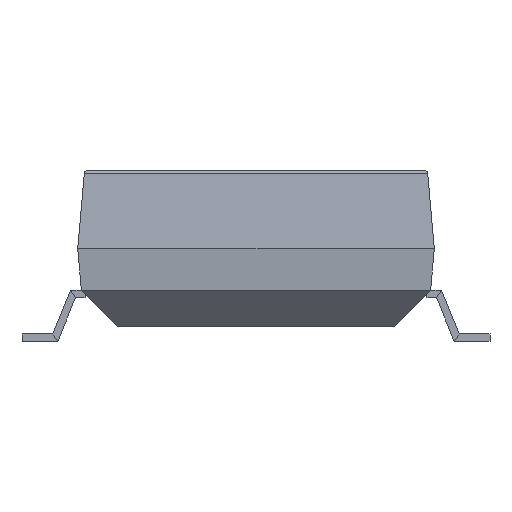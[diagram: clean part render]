
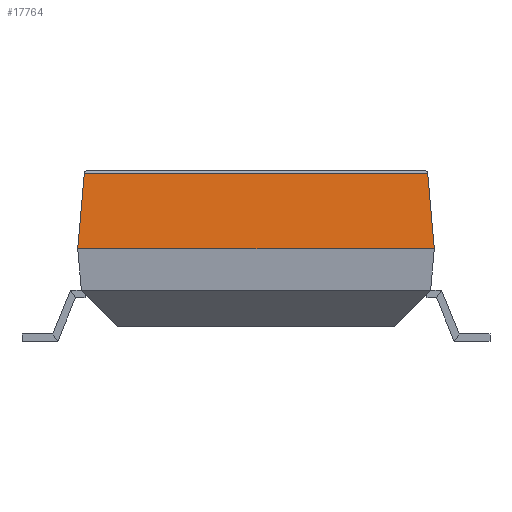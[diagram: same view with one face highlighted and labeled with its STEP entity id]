
A CAD part, left-side view. The second image highlights one B-rep face of the part: STEP entity #17764.
In plain terms, the highlighted planar face has unit normal (-0.996, 0, 0.087).
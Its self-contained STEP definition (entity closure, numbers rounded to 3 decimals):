
#433 = CARTESIAN_POINT ( 'NONE',  ( -13.838, -5.883, 2.421 ) ) ;
#584 = CARTESIAN_POINT ( 'NONE',  ( -14.05, -6.095, 0. ) ) ;
#826 = EDGE_CURVE ( 'NONE', #26891, #9188, #25759, .T. ) ;
#1729 = VECTOR ( 'NONE', #7378, 1000. ) ;
#4187 = VERTEX_POINT ( 'NONE', #16412 ) ;
#5108 = PLANE ( 'NONE',  #26585 ) ;
#5161 = CARTESIAN_POINT ( 'NONE',  ( -13.958, 6.003, 1.05 ) ) ;
#6732 = LINE ( 'NONE', #433, #14982 ) ;
#7378 = DIRECTION ( 'NONE',  ( 0., 1., 0. ) ) ;
#8185 = VECTOR ( 'NONE', #10999, 1000. ) ;
#9188 = VERTEX_POINT ( 'NONE', #12066 ) ;
#9392 = FACE_OUTER_BOUND ( 'NONE', #23293, .T. ) ;
#9656 = CARTESIAN_POINT ( 'NONE',  ( -13.825, 5.87, 2.569 ) ) ;
#9741 = LINE ( 'NONE', #20260, #1729 ) ;
#10062 = VERTEX_POINT ( 'NONE', #22219 ) ;
#10698 = ORIENTED_EDGE ( 'NONE', *, *, #826, .T. ) ;
#10999 = DIRECTION ( 'NONE',  ( 0., -1., 0. ) ) ;
#12066 = CARTESIAN_POINT ( 'NONE',  ( -14.05, 6.095, 0. ) ) ;
#12805 = EDGE_CURVE ( 'NONE', #4187, #10062, #6732, .T. ) ;
#13056 = DIRECTION ( 'NONE',  ( -0.087, -0.087, -0.992 ) ) ;
#13621 = DIRECTION ( 'NONE',  ( 0., 1., 0. ) ) ;
#14982 = VECTOR ( 'NONE', #13056, 1000. ) ;
#15247 = CARTESIAN_POINT ( 'NONE',  ( -14.05, -6.095, 0. ) ) ;
#16340 = ORIENTED_EDGE ( 'NONE', *, *, #18915, .T. ) ;
#16412 = CARTESIAN_POINT ( 'NONE',  ( -13.825, -5.87, 2.569 ) ) ;
#16922 = VECTOR ( 'NONE', #23427, 1000. ) ;
#17764 = ADVANCED_FACE ( 'NONE', ( #9392 ), #5108, .T. ) ;
#18915 = EDGE_CURVE ( 'NONE', #9188, #10062, #24014, .T. ) ;
#19134 = ORIENTED_EDGE ( 'NONE', *, *, #22824, .T. ) ;
#20260 = CARTESIAN_POINT ( 'NONE',  ( -13.825, 5.862, 2.569 ) ) ;
#21228 = ORIENTED_EDGE ( 'NONE', *, *, #12805, .F. ) ;
#22219 = CARTESIAN_POINT ( 'NONE',  ( -14.05, -6.095, 0. ) ) ;
#22824 = EDGE_CURVE ( 'NONE', #4187, #26891, #9741, .T. ) ;
#23293 = EDGE_LOOP ( 'NONE', ( #21228, #19134, #10698, #16340 ) ) ;
#23427 = DIRECTION ( 'NONE',  ( -0.087, 0.087, -0.992 ) ) ;
#23503 = DIRECTION ( 'NONE',  ( -0.996, 0., 0.087 ) ) ;
#24014 = LINE ( 'NONE', #15247, #8185 ) ;
#25759 = LINE ( 'NONE', #5161, #16922 ) ;
#26585 = AXIS2_PLACEMENT_3D ( 'NONE', #584, #23503, #13621 ) ;
#26891 = VERTEX_POINT ( 'NONE', #9656 ) ;
